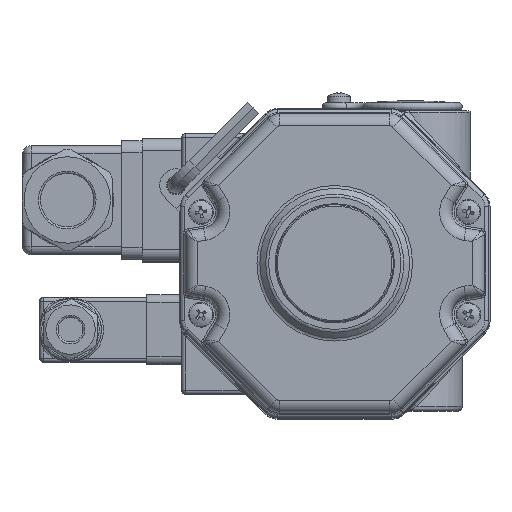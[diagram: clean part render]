
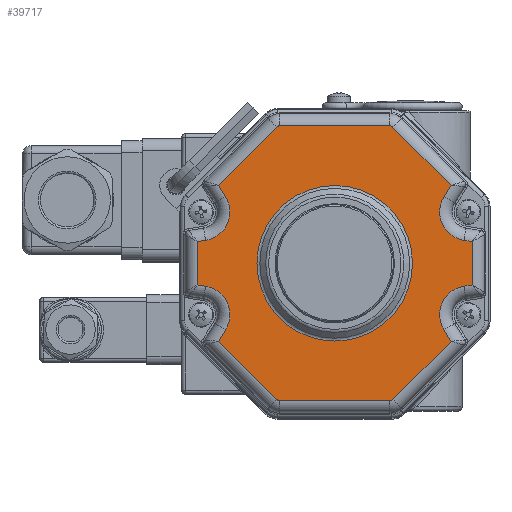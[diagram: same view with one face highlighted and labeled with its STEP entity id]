
A CAD part, top view. The second image highlights one B-rep face of the part: STEP entity #39717.
In plain terms, the highlighted face is planar.
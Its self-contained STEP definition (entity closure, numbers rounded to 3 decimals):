
#1677=PLANE('',#51587);
#3969=CIRCLE('',#51454,1.);
#3974=CIRCLE('',#51462,1.);
#3982=CIRCLE('',#51475,7.);
#3991=CIRCLE('',#51489,1.);
#3995=CIRCLE('',#51496,7.);
#3999=CIRCLE('',#51501,1.);
#4034=CIRCLE('',#51588,7.);
#4035=CIRCLE('',#51589,7.);
#4036=CIRCLE('',#51590,18.914);
#6408=LINE('',#84483,#8914);
#6411=LINE('',#84490,#8917);
#6412=LINE('',#84501,#8918);
#6415=LINE('',#84525,#8921);
#6416=LINE('',#84609,#8922);
#6419=LINE('',#84630,#8925);
#6420=LINE('',#84747,#8926);
#6423=LINE('',#84754,#8929);
#6424=LINE('',#84779,#8930);
#6427=LINE('',#84803,#8933);
#6428=LINE('',#84934,#8934);
#6431=LINE('',#84941,#8937);
#6432=LINE('',#85011,#8938);
#6435=LINE('',#85018,#8941);
#6436=LINE('',#85049,#8942);
#6439=LINE('',#85069,#8945);
#8914=VECTOR('',#62047,1000.);
#8917=VECTOR('',#62054,1000.);
#8918=VECTOR('',#62067,1000.);
#8921=VECTOR('',#62074,1000.);
#8922=VECTOR('',#62087,1000.);
#8925=VECTOR('',#62092,1000.);
#8926=VECTOR('',#62101,1000.);
#8929=VECTOR('',#62108,1000.);
#8930=VECTOR('',#62119,1000.);
#8933=VECTOR('',#62126,1000.);
#8934=VECTOR('',#62133,1000.);
#8937=VECTOR('',#62140,1000.);
#8938=VECTOR('',#62155,1000.);
#8941=VECTOR('',#62162,1000.);
#8942=VECTOR('',#62181,1000.);
#8945=VECTOR('',#62186,1000.);
#18772=ORIENTED_EDGE('',*,*,#25443,.T.);
#18773=ORIENTED_EDGE('',*,*,#25622,.T.);
#18774=ORIENTED_EDGE('',*,*,#25433,.T.);
#18775=ORIENTED_EDGE('',*,*,#25429,.T.);
#18776=ORIENTED_EDGE('',*,*,#25435,.T.);
#18777=ORIENTED_EDGE('',*,*,#25438,.T.);
#18778=ORIENTED_EDGE('',*,*,#25445,.T.);
#18779=ORIENTED_EDGE('',*,*,#25450,.T.);
#18780=ORIENTED_EDGE('',*,*,#25460,.T.);
#18781=ORIENTED_EDGE('',*,*,#25466,.T.);
#18782=ORIENTED_EDGE('',*,*,#25469,.T.);
#18783=ORIENTED_EDGE('',*,*,#25480,.T.);
#18784=ORIENTED_EDGE('',*,*,#25491,.T.);
#18785=ORIENTED_EDGE('',*,*,#25497,.T.);
#18786=ORIENTED_EDGE('',*,*,#25503,.T.);
#18787=ORIENTED_EDGE('',*,*,#25507,.T.);
#18788=ORIENTED_EDGE('',*,*,#25501,.T.);
#18789=ORIENTED_EDGE('',*,*,#25495,.T.);
#18790=ORIENTED_EDGE('',*,*,#25489,.T.);
#18791=ORIENTED_EDGE('',*,*,#25484,.T.);
#18792=ORIENTED_EDGE('',*,*,#25474,.T.);
#18793=ORIENTED_EDGE('',*,*,#25623,.T.);
#18794=ORIENTED_EDGE('',*,*,#25464,.T.);
#18795=ORIENTED_EDGE('',*,*,#25454,.T.);
#18796=ORIENTED_EDGE('',*,*,#25624,.T.);
#25429=EDGE_CURVE('',#29478,#29480,#6408,.T.);
#25433=EDGE_CURVE('',#29481,#29478,#6411,.T.);
#25435=EDGE_CURVE('',#29480,#29484,#3969,.T.);
#25438=EDGE_CURVE('',#29484,#29486,#6412,.T.);
#25443=EDGE_CURVE('',#29487,#29490,#6415,.T.);
#25445=EDGE_CURVE('',#29486,#29492,#3974,.T.);
#25450=EDGE_CURVE('',#29492,#29495,#6416,.T.);
#25454=EDGE_CURVE('',#29496,#29487,#6419,.T.);
#25460=EDGE_CURVE('',#29495,#29501,#6420,.T.);
#25464=EDGE_CURVE('',#29502,#29496,#6423,.T.);
#25466=EDGE_CURVE('',#29501,#29505,#3982,.T.);
#25469=EDGE_CURVE('',#29505,#29507,#6424,.T.);
#25474=EDGE_CURVE('',#29508,#29511,#6427,.T.);
#25480=EDGE_CURVE('',#29507,#29515,#6428,.T.);
#25484=EDGE_CURVE('',#29516,#29508,#6431,.T.);
#25489=EDGE_CURVE('',#29519,#29516,#3991,.T.);
#25491=EDGE_CURVE('',#29515,#29522,#6432,.T.);
#25495=EDGE_CURVE('',#29523,#29519,#6435,.T.);
#25497=EDGE_CURVE('',#29522,#29526,#3995,.T.);
#25501=EDGE_CURVE('',#29527,#29523,#3999,.T.);
#25503=EDGE_CURVE('',#29526,#29530,#6436,.T.);
#25507=EDGE_CURVE('',#29530,#29527,#6439,.T.);
#25622=EDGE_CURVE('',#29490,#29481,#4034,.T.);
#25623=EDGE_CURVE('',#29511,#29502,#4035,.T.);
#25624=EDGE_CURVE('',#29594,#29594,#4036,.T.);
#29478=VERTEX_POINT('',#84463);
#29480=VERTEX_POINT('',#84482);
#29481=VERTEX_POINT('',#84487);
#29484=VERTEX_POINT('',#84494);
#29486=VERTEX_POINT('',#84500);
#29487=VERTEX_POINT('',#84519);
#29490=VERTEX_POINT('',#84524);
#29492=VERTEX_POINT('',#84529);
#29495=VERTEX_POINT('',#84608);
#29496=VERTEX_POINT('',#84627);
#29501=VERTEX_POINT('',#84746);
#29502=VERTEX_POINT('',#84751);
#29505=VERTEX_POINT('',#84758);
#29507=VERTEX_POINT('',#84778);
#29508=VERTEX_POINT('',#84797);
#29511=VERTEX_POINT('',#84802);
#29515=VERTEX_POINT('',#84933);
#29516=VERTEX_POINT('',#84938);
#29519=VERTEX_POINT('',#85003);
#29522=VERTEX_POINT('',#85010);
#29523=VERTEX_POINT('',#85015);
#29526=VERTEX_POINT('',#85022);
#29527=VERTEX_POINT('',#85027);
#29530=VERTEX_POINT('',#85048);
#29594=VERTEX_POINT('',#85335);
#33152=EDGE_LOOP('',(#18772,#18773,#18774,#18775,#18776,#18777,#18778,#18779,
#18780,#18781,#18782,#18783,#18784,#18785,#18786,#18787,#18788,#18789,#18790,
#18791,#18792,#18793,#18794,#18795));
#33153=EDGE_LOOP('',(#18796));
#36150=FACE_BOUND('',#33152,.T.);
#36151=FACE_BOUND('',#33153,.T.);
#39717=ADVANCED_FACE('',(#36150,#36151),#1677,.T.);
#51454=AXIS2_PLACEMENT_3D('',#84495,#62059,#62060);
#51462=AXIS2_PLACEMENT_3D('',#84530,#62079,#62080);
#51475=AXIS2_PLACEMENT_3D('',#84759,#62113,#62114);
#51489=AXIS2_PLACEMENT_3D('',#85006,#62149,#62150);
#51496=AXIS2_PLACEMENT_3D('',#85023,#62167,#62168);
#51501=AXIS2_PLACEMENT_3D('',#85030,#62177,#62178);
#51587=AXIS2_PLACEMENT_3D('',#85331,#62433,#62434);
#51588=AXIS2_PLACEMENT_3D('',#85332,#62435,#62436);
#51589=AXIS2_PLACEMENT_3D('',#85333,#62437,#62438);
#51590=AXIS2_PLACEMENT_3D('',#85334,#62439,#62440);
#62047=DIRECTION('',(-0.707,0.,0.707));
#62054=DIRECTION('',(-0.844,0.,-0.536));
#62059=DIRECTION('',(0.,1.,0.));
#62060=DIRECTION('',(0.,0.,1.));
#62067=DIRECTION('',(0.,0.,1.));
#62074=DIRECTION('',(-0.156,0.,0.988));
#62079=DIRECTION('',(0.,1.,0.));
#62080=DIRECTION('',(0.,0.,1.));
#62087=DIRECTION('',(0.707,0.,0.707));
#62092=DIRECTION('',(-1.,0.,0.));
#62101=DIRECTION('',(0.844,0.,-0.536));
#62108=DIRECTION('',(-0.156,0.,-0.988));
#62113=DIRECTION('',(0.,-1.,0.));
#62114=DIRECTION('',(0.,0.,1.));
#62119=DIRECTION('',(0.156,0.,0.988));
#62126=DIRECTION('',(-0.844,0.,0.536));
#62133=DIRECTION('',(1.,0.,0.));
#62140=DIRECTION('',(-0.707,0.,-0.707));
#62149=DIRECTION('',(0.,1.,0.));
#62150=DIRECTION('',(0.,0.,1.));
#62155=DIRECTION('',(0.156,0.,-0.988));
#62162=DIRECTION('',(0.,0.,-1.));
#62167=DIRECTION('',(0.,-1.,0.));
#62168=DIRECTION('',(0.,0.,1.));
#62177=DIRECTION('',(0.,1.,0.));
#62178=DIRECTION('',(0.,0.,1.));
#62181=DIRECTION('',(0.844,0.,0.536));
#62186=DIRECTION('',(0.707,0.,-0.707));
#62433=DIRECTION('',(0.,1.,0.));
#62434=DIRECTION('',(0.,0.,1.));
#62435=DIRECTION('',(0.,-1.,0.));
#62436=DIRECTION('',(0.,0.,1.));
#62437=DIRECTION('',(0.,-1.,0.));
#62438=DIRECTION('',(0.,0.,1.));
#62439=DIRECTION('',(0.,-1.,0.));
#62440=DIRECTION('',(0.,0.,1.));
#84463=CARTESIAN_POINT('',(-18.939,26.,-28.296));
#84482=CARTESIAN_POINT('',(-33.107,26.,-14.128));
#84483=CARTESIAN_POINT('',(-33.107,26.,-14.128));
#84487=CARTESIAN_POINT('',(-16.251,26.,-26.59));
#84490=CARTESIAN_POINT('',(-20.292,26.,-29.154));
#84494=CARTESIAN_POINT('',(-33.4,26.,-13.421));
#84495=CARTESIAN_POINT('',(-32.4,26.,-13.421));
#84500=CARTESIAN_POINT('',(-33.4,26.,13.421));
#84501=CARTESIAN_POINT('',(-33.4,26.,13.421));
#84519=CARTESIAN_POINT('',(-5.27,26.,-33.4));
#84524=CARTESIAN_POINT('',(-5.586,26.,-31.405));
#84525=CARTESIAN_POINT('',(-10.302,26.,-1.632));
#84529=CARTESIAN_POINT('',(-33.107,26.,14.128));
#84530=CARTESIAN_POINT('',(-32.4,26.,13.421));
#84608=CARTESIAN_POINT('',(-18.939,26.,28.296));
#84609=CARTESIAN_POINT('',(-17.806,26.,29.429));
#84627=CARTESIAN_POINT('',(5.27,26.,-33.4));
#84630=CARTESIAN_POINT('',(-6.978,26.,-33.4));
#84746=CARTESIAN_POINT('',(-16.251,26.,26.59));
#84747=CARTESIAN_POINT('',(7.364,26.,11.603));
#84751=CARTESIAN_POINT('',(5.586,26.,-31.405));
#84754=CARTESIAN_POINT('',(5.003,26.,-35.087));
#84758=CARTESIAN_POINT('',(-5.586,26.,31.405));
#84759=CARTESIAN_POINT('',(-12.5,26.,32.5));
#84778=CARTESIAN_POINT('',(-5.27,26.,33.4));
#84779=CARTESIAN_POINT('',(-5.003,26.,35.087));
#84797=CARTESIAN_POINT('',(18.939,26.,-28.296));
#84802=CARTESIAN_POINT('',(16.251,26.,-26.59));
#84803=CARTESIAN_POINT('',(-7.364,26.,-11.603));
#84933=CARTESIAN_POINT('',(5.27,26.,33.4));
#84934=CARTESIAN_POINT('',(6.978,26.,33.4));
#84938=CARTESIAN_POINT('',(33.107,26.,-14.128));
#84941=CARTESIAN_POINT('',(17.806,26.,-29.429));
#85003=CARTESIAN_POINT('',(33.4,26.,-13.421));
#85006=CARTESIAN_POINT('',(32.4,26.,-13.421));
#85010=CARTESIAN_POINT('',(5.586,26.,31.405));
#85011=CARTESIAN_POINT('',(10.302,26.,1.632));
#85015=CARTESIAN_POINT('',(33.4,26.,13.421));
#85018=CARTESIAN_POINT('',(33.4,26.,-13.421));
#85022=CARTESIAN_POINT('',(16.251,26.,26.59));
#85023=CARTESIAN_POINT('',(12.5,26.,32.5));
#85027=CARTESIAN_POINT('',(33.107,26.,14.128));
#85030=CARTESIAN_POINT('',(32.4,26.,13.421));
#85048=CARTESIAN_POINT('',(18.939,26.,28.296));
#85049=CARTESIAN_POINT('',(20.292,26.,29.154));
#85069=CARTESIAN_POINT('',(33.107,26.,14.128));
#85331=CARTESIAN_POINT('',(0.,26.,0.));
#85332=CARTESIAN_POINT('',(-12.5,26.,-32.5));
#85333=CARTESIAN_POINT('',(12.5,26.,-32.5));
#85334=CARTESIAN_POINT('',(0.,26.,0.));
#85335=CARTESIAN_POINT('',(0.,26.,18.914));
